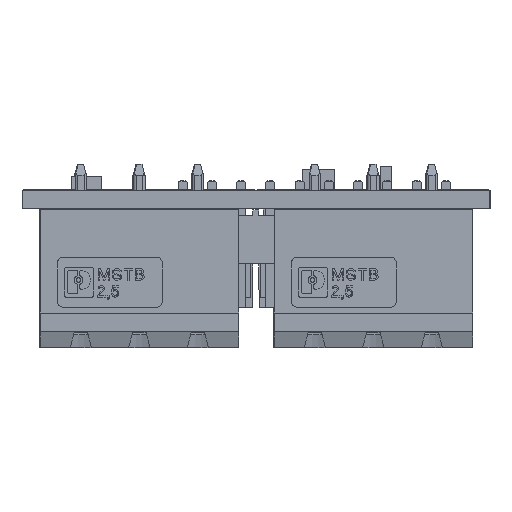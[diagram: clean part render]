
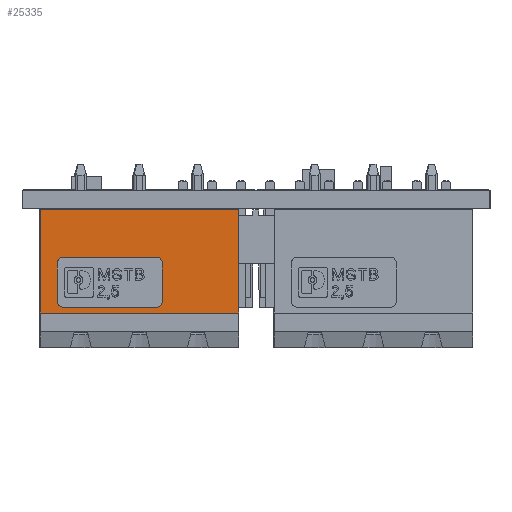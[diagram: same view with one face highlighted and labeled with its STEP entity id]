
A CAD part, left-side view. The second image highlights one B-rep face of the part: STEP entity #25335.
In plain terms, the highlighted face is planar.
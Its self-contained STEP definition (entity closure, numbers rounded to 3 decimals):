
#554=FACE_BOUND('',#3712,.T.);
#1015=PLANE('',#27108);
#2209=FACE_OUTER_BOUND('',#3711,.T.);
#3711=EDGE_LOOP('',(#19727,#19728,#19729,#19730));
#3712=EDGE_LOOP('',(#19731,#19732,#19733,#19734,#19735,#19736,#19737,#19738));
#4699=LINE('',#35368,#7720);
#4764=LINE('',#35540,#7785);
#4769=LINE('',#35551,#7790);
#4772=LINE('',#35559,#7793);
#4785=LINE('',#35595,#7806);
#5633=LINE('',#37416,#8654);
#5665=LINE('',#37510,#8686);
#5672=LINE('',#37520,#8693);
#7720=VECTOR('',#29084,1.);
#7785=VECTOR('',#29229,1.);
#7790=VECTOR('',#29238,1.);
#7793=VECTOR('',#29245,1.);
#7806=VECTOR('',#29280,1.);
#8654=VECTOR('',#30872,1.);
#8686=VECTOR('',#30972,1.);
#8693=VECTOR('',#30981,1.);
#10741=CIRCLE('',#26694,0.5);
#10743=CIRCLE('',#26697,0.5);
#10744=CIRCLE('',#26699,0.5);
#10783=CIRCLE('',#27030,0.5);
#11221=VERTEX_POINT('',#35366);
#11222=VERTEX_POINT('',#35367);
#11282=VERTEX_POINT('',#35537);
#11283=VERTEX_POINT('',#35539);
#11286=VERTEX_POINT('',#35548);
#11287=VERTEX_POINT('',#35550);
#11289=VERTEX_POINT('',#35557);
#11290=VERTEX_POINT('',#35558);
#11299=VERTEX_POINT('',#35585);
#11301=VERTEX_POINT('',#35591);
#11896=VERTEX_POINT('',#37413);
#11897=VERTEX_POINT('',#37415);
#13678=EDGE_CURVE('',#11221,#11222,#4699,.T.);
#13760=EDGE_CURVE('',#11283,#11282,#4764,.T.);
#13765=EDGE_CURVE('',#11286,#11287,#4769,.T.);
#13768=EDGE_CURVE('',#11289,#11290,#4772,.T.);
#13779=EDGE_CURVE('',#11286,#11290,#10741,.T.);
#13781=EDGE_CURVE('',#11221,#11287,#10743,.T.);
#13782=EDGE_CURVE('',#11222,#11299,#10744,.T.);
#13787=EDGE_CURVE('',#11301,#11299,#4785,.T.);
#14617=EDGE_CURVE('',#11301,#11289,#10783,.T.);
#14689=EDGE_CURVE('',#11896,#11897,#5633,.T.);
#14734=EDGE_CURVE('',#11896,#11283,#5665,.T.);
#14741=EDGE_CURVE('',#11282,#11897,#5672,.T.);
#19727=ORIENTED_EDGE('',*,*,#14741,.T.);
#19728=ORIENTED_EDGE('',*,*,#14689,.F.);
#19729=ORIENTED_EDGE('',*,*,#14734,.T.);
#19730=ORIENTED_EDGE('',*,*,#13760,.T.);
#19731=ORIENTED_EDGE('',*,*,#13768,.F.);
#19732=ORIENTED_EDGE('',*,*,#14617,.F.);
#19733=ORIENTED_EDGE('',*,*,#13787,.T.);
#19734=ORIENTED_EDGE('',*,*,#13782,.F.);
#19735=ORIENTED_EDGE('',*,*,#13678,.F.);
#19736=ORIENTED_EDGE('',*,*,#13781,.T.);
#19737=ORIENTED_EDGE('',*,*,#13765,.F.);
#19738=ORIENTED_EDGE('',*,*,#13779,.T.);
#25335=ADVANCED_FACE('',(#2209,#554),#1015,.T.);
#26694=AXIS2_PLACEMENT_3D('',#35580,#29261,#29262);
#26697=AXIS2_PLACEMENT_3D('',#35583,#29267,#29268);
#26699=AXIS2_PLACEMENT_3D('',#35586,#29271,#29272);
#27030=AXIS2_PLACEMENT_3D('',#37268,#30729,#30730);
#27108=AXIS2_PLACEMENT_3D('',#37519,#30979,#30980);
#29084=DIRECTION('',(1.,0.,0.));
#29229=DIRECTION('',(0.,0.,1.));
#29238=DIRECTION('',(0.,0.,1.));
#29245=DIRECTION('',(-1.,0.,0.));
#29261=DIRECTION('center_axis',(0.,-1.,0.));
#29262=DIRECTION('ref_axis',(-1.,0.,0.));
#29267=DIRECTION('center_axis',(0.,-1.,0.));
#29268=DIRECTION('ref_axis',(-1.,0.,0.));
#29271=DIRECTION('center_axis',(0.,1.,0.));
#29272=DIRECTION('ref_axis',(1.,0.,0.));
#29280=DIRECTION('',(0.,0.,1.));
#30729=DIRECTION('center_axis',(0.,1.,0.));
#30730=DIRECTION('ref_axis',(1.,0.,0.));
#30872=DIRECTION('',(0.,0.,1.));
#30972=DIRECTION('',(-1.,0.,0.));
#30979=DIRECTION('center_axis',(0.,1.,0.));
#30980=DIRECTION('ref_axis',(0.,0.,-1.));
#30981=DIRECTION('',(1.,0.,0.));
#35366=CARTESIAN_POINT('',(3.863,33.444,-3.5));
#35367=CARTESIAN_POINT('',(11.963,33.444,-3.5));
#35368=CARTESIAN_POINT('',(0.,33.444,-3.5));
#35537=CARTESIAN_POINT('',(1.863,33.444,-3.));
#35539=CARTESIAN_POINT('',(1.863,33.444,-12.));
#35540=CARTESIAN_POINT('',(1.863,33.444,31.097));
#35548=CARTESIAN_POINT('',(3.363,33.444,-7.35));
#35550=CARTESIAN_POINT('',(3.363,33.444,-4.));
#35551=CARTESIAN_POINT('',(3.363,33.444,0.));
#35557=CARTESIAN_POINT('',(11.963,33.444,-7.85));
#35558=CARTESIAN_POINT('',(3.863,33.444,-7.85));
#35559=CARTESIAN_POINT('',(0.,33.444,-7.85));
#35580=CARTESIAN_POINT('Origin',(3.863,33.444,-7.35));
#35583=CARTESIAN_POINT('Origin',(3.863,33.444,-4.));
#35585=CARTESIAN_POINT('',(12.463,33.444,-4.));
#35586=CARTESIAN_POINT('Origin',(11.963,33.444,-4.));
#35591=CARTESIAN_POINT('',(12.463,33.444,-7.35));
#35595=CARTESIAN_POINT('',(12.463,33.444,0.));
#37268=CARTESIAN_POINT('Origin',(11.963,33.444,-7.35));
#37413=CARTESIAN_POINT('',(19.103,33.444,-12.));
#37415=CARTESIAN_POINT('',(19.103,33.444,-3.));
#37416=CARTESIAN_POINT('',(19.103,33.444,31.097));
#37510=CARTESIAN_POINT('',(-10.16,33.444,-12.));
#37519=CARTESIAN_POINT('Origin',(-7.742,33.444,-8.5));
#37520=CARTESIAN_POINT('',(23.183,33.444,-3.));
